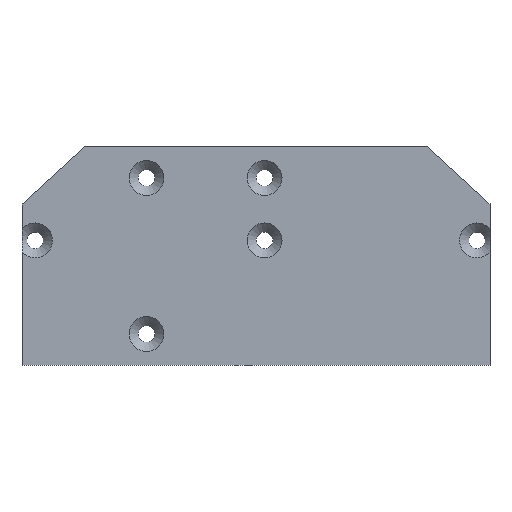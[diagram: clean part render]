
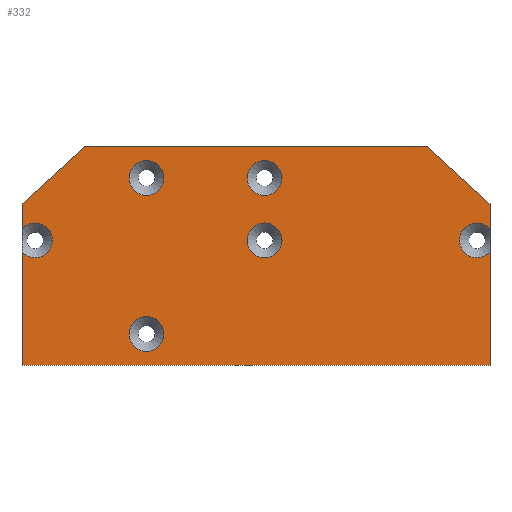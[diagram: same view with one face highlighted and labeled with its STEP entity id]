
A CAD part, top view. The second image highlights one B-rep face of the part: STEP entity #332.
In plain terms, the highlighted planar face has unit normal (0, 0, 1).
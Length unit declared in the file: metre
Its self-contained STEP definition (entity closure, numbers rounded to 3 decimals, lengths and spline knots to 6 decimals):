
#24=CIRCLE('',#366,0.00336);
#25=CIRCLE('',#367,0.00336);
#26=CIRCLE('',#368,0.00336);
#27=CIRCLE('',#369,0.00336);
#28=CIRCLE('',#370,0.00336);
#29=CIRCLE('',#371,0.00336);
#64=ORIENTED_EDGE('',*,*,#142,.T.);
#65=ORIENTED_EDGE('',*,*,#143,.T.);
#66=ORIENTED_EDGE('',*,*,#144,.T.);
#67=ORIENTED_EDGE('',*,*,#145,.T.);
#68=ORIENTED_EDGE('',*,*,#138,.T.);
#69=ORIENTED_EDGE('',*,*,#146,.T.);
#70=ORIENTED_EDGE('',*,*,#130,.T.);
#71=ORIENTED_EDGE('',*,*,#147,.T.);
#72=ORIENTED_EDGE('',*,*,#134,.T.);
#73=ORIENTED_EDGE('',*,*,#141,.F.);
#74=ORIENTED_EDGE('',*,*,#128,.F.);
#75=ORIENTED_EDGE('',*,*,#148,.T.);
#76=ORIENTED_EDGE('',*,*,#126,.F.);
#77=ORIENTED_EDGE('',*,*,#149,.T.);
#126=EDGE_CURVE('',#166,#167,#198,.T.);
#128=EDGE_CURVE('',#168,#169,#199,.T.);
#130=EDGE_CURVE('',#170,#171,#201,.T.);
#134=EDGE_CURVE('',#175,#174,#205,.T.);
#138=EDGE_CURVE('',#179,#178,#208,.T.);
#141=EDGE_CURVE('',#169,#174,#211,.T.);
#142=EDGE_CURVE('',#180,#180,#24,.T.);
#143=EDGE_CURVE('',#181,#181,#25,.T.);
#144=EDGE_CURVE('',#182,#182,#26,.T.);
#145=EDGE_CURVE('',#183,#183,#27,.T.);
#146=EDGE_CURVE('',#178,#170,#212,.F.);
#147=EDGE_CURVE('',#171,#175,#28,.T.);
#148=EDGE_CURVE('',#168,#167,#29,.T.);
#149=EDGE_CURVE('',#166,#179,#213,.T.);
#166=VERTEX_POINT('',#503);
#167=VERTEX_POINT('',#505);
#168=VERTEX_POINT('',#513);
#169=VERTEX_POINT('',#515);
#170=VERTEX_POINT('',#519);
#171=VERTEX_POINT('',#520);
#174=VERTEX_POINT('',#526);
#175=VERTEX_POINT('',#528);
#178=VERTEX_POINT('',#541);
#179=VERTEX_POINT('',#543);
#180=VERTEX_POINT('',#550);
#181=VERTEX_POINT('',#552);
#182=VERTEX_POINT('',#554);
#183=VERTEX_POINT('',#556);
#198=LINE('',#504,#218);
#199=LINE('',#514,#219);
#201=LINE('',#518,#221);
#205=LINE('',#527,#225);
#208=LINE('',#542,#228);
#211=LINE('',#547,#231);
#212=LINE('',#557,#232);
#213=LINE('',#560,#233);
#218=VECTOR('',#405,1.);
#219=VECTOR('',#406,1.);
#221=VECTOR('',#410,1.);
#225=VECTOR('',#414,1.);
#228=VECTOR('',#419,1.);
#231=VECTOR('',#424,1.);
#232=VECTOR('',#435,1.);
#233=VECTOR('',#440,1.);
#240=EDGE_LOOP('',(#64));
#241=EDGE_LOOP('',(#65));
#242=EDGE_LOOP('',(#66));
#243=EDGE_LOOP('',(#67));
#244=EDGE_LOOP('',(#68,#69,#70,#71,#72,#73,#74,#75,#76,#77));
#282=FACE_BOUND('',#240,.T.);
#283=FACE_BOUND('',#241,.T.);
#284=FACE_BOUND('',#242,.T.);
#285=FACE_BOUND('',#243,.T.);
#286=FACE_BOUND('',#244,.T.);
#324=PLANE('',#365);
#332=ADVANCED_FACE('',(#282,#283,#284,#285,#286),#324,.T.);
#365=AXIS2_PLACEMENT_3D('',#548,#425,#426);
#366=AXIS2_PLACEMENT_3D('',#549,#427,#428);
#367=AXIS2_PLACEMENT_3D('',#551,#429,#430);
#368=AXIS2_PLACEMENT_3D('',#553,#431,#432);
#369=AXIS2_PLACEMENT_3D('',#555,#433,#434);
#370=AXIS2_PLACEMENT_3D('',#558,#436,#437);
#371=AXIS2_PLACEMENT_3D('',#559,#438,#439);
#405=DIRECTION('',(0.,-1.,0.));
#406=DIRECTION('',(0.,-1.,0.));
#410=DIRECTION('',(0.,-1.,0.));
#414=DIRECTION('',(0.,-1.,0.));
#419=DIRECTION('',(-1.,0.,0.));
#424=DIRECTION('',(-1.,0.,0.));
#425=DIRECTION('',(0.,0.,1.));
#426=DIRECTION('',(1.,0.,0.));
#427=DIRECTION('',(0.,0.,-1.));
#428=DIRECTION('',(-1.,0.,0.));
#429=DIRECTION('',(0.,0.,-1.));
#430=DIRECTION('',(-1.,0.,0.));
#431=DIRECTION('',(0.,0.,-1.));
#432=DIRECTION('',(-1.,0.,0.));
#433=DIRECTION('',(0.,0.,-1.));
#434=DIRECTION('',(-1.,0.,0.));
#435=DIRECTION('',(0.737,0.676,0.));
#436=DIRECTION('',(0.,0.,-1.));
#437=DIRECTION('',(-1.,0.,0.));
#438=DIRECTION('',(0.,0.,-1.));
#439=DIRECTION('',(-1.,0.,0.));
#440=DIRECTION('',(-0.737,0.676,0.));
#503=CARTESIAN_POINT('',(0.045,0.01,0.003));
#504=CARTESIAN_POINT('',(0.045,0.,0.003));
#505=CARTESIAN_POINT('',(0.045,0.005245,0.003));
#513=CARTESIAN_POINT('',(0.045,0.000755,0.003));
#514=CARTESIAN_POINT('',(0.045,0.,0.003));
#515=CARTESIAN_POINT('',(0.045,-0.021,0.003));
#518=CARTESIAN_POINT('',(-0.045,0.,0.003));
#519=CARTESIAN_POINT('',(-0.045,0.01,0.003));
#520=CARTESIAN_POINT('',(-0.045,0.005245,0.003));
#526=CARTESIAN_POINT('',(-0.045,-0.021,0.003));
#527=CARTESIAN_POINT('',(-0.045,0.,0.003));
#528=CARTESIAN_POINT('',(-0.045,0.000755,0.003));
#541=CARTESIAN_POINT('',(-0.033,0.021,0.003));
#542=CARTESIAN_POINT('',(0.,0.021,0.003));
#543=CARTESIAN_POINT('',(0.033,0.021,0.003));
#547=CARTESIAN_POINT('',(0.,-0.021,0.003));
#548=CARTESIAN_POINT('',(0.,0.,0.003));
#549=CARTESIAN_POINT('',(0.001648,0.003,0.003));
#550=CARTESIAN_POINT('',(-0.001712,0.003,0.003));
#551=CARTESIAN_POINT('',(0.001648,0.015,0.003));
#552=CARTESIAN_POINT('',(-0.001712,0.015,0.003));
#553=CARTESIAN_POINT('',(-0.021052,0.015,0.003));
#554=CARTESIAN_POINT('',(-0.024412,0.015,0.003));
#555=CARTESIAN_POINT('',(-0.021052,-0.015,0.003));
#556=CARTESIAN_POINT('',(-0.024412,-0.015,0.003));
#557=CARTESIAN_POINT('',(-0.025528,0.027849,0.003));
#558=CARTESIAN_POINT('',(-0.0425,0.003,0.003));
#559=CARTESIAN_POINT('',(0.0425,0.003,0.003));
#560=CARTESIAN_POINT('',(0.025528,0.027849,0.003));
